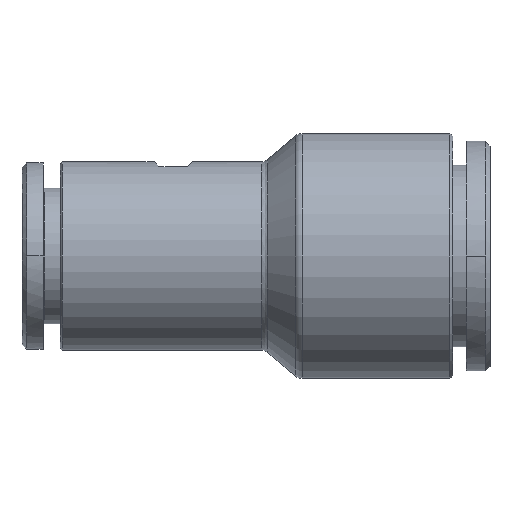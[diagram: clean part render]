
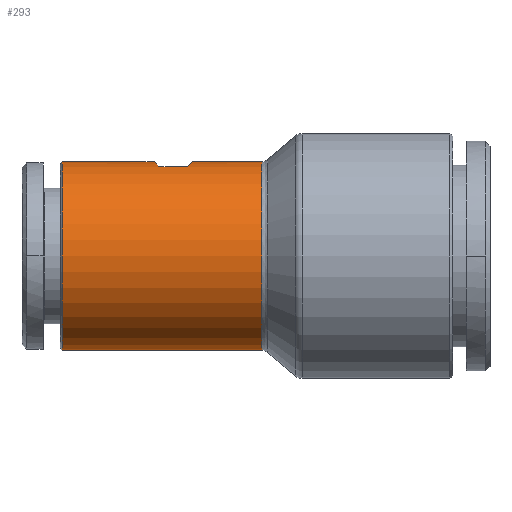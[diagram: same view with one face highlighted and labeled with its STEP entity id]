
A CAD part, front view. The second image highlights one B-rep face of the part: STEP entity #293.
In plain terms, the highlighted cylindrical face has radius 9.85 mm (diameter 19.7 mm), a partial arc.
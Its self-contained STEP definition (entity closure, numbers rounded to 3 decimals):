
#218=CARTESIAN_POINT('',(8.748,0.,0.));
#219=DIRECTION('',(1.0,0.0,0.0));
#220=DIRECTION('',(0.0,0.0,1.0));
#221=AXIS2_PLACEMENT_3D('',#218,#219,#220);
#222=CYLINDRICAL_SURFACE('',#221,9.85);
#223=CARTESIAN_POINT('',(-0.637,0.,9.85));
#224=VERTEX_POINT('',#223);
#225=CARTESIAN_POINT('',(20.198,0.,9.85));
#226=VERTEX_POINT('',#225);
#227=CARTESIAN_POINT('',(-0.637,0.,9.85));
#228=DIRECTION('',(1.0,0.0,0.0));
#229=VECTOR('',#228,20.835);
#230=LINE('',#227,#229);
#231=EDGE_CURVE('',#224,#226,#230,.T.);
#232=ORIENTED_EDGE('',*,*,#231,.F.);
#233=CARTESIAN_POINT('',(-0.637,0.,-9.85));
#234=VERTEX_POINT('',#233);
#235=CARTESIAN_POINT('',(-0.637,0.,0.));
#236=DIRECTION('',(-1.0,0.0,0.0));
#237=DIRECTION('',(0.0,0.0,-1.0));
#238=AXIS2_PLACEMENT_3D('',#235,#236,#237);
#239=CIRCLE('',#238,9.85);
#240=EDGE_CURVE('',#234,#224,#239,.T.);
#241=ORIENTED_EDGE('',*,*,#240,.F.);
#242=CARTESIAN_POINT('',(6.598,0.,-9.85));
#243=VERTEX_POINT('',#242);
#244=CARTESIAN_POINT('',(6.598,0.,-9.85));
#245=DIRECTION('',(-1.0,0.0,0.0));
#246=VECTOR('',#245,7.235);
#247=LINE('',#244,#246);
#248=EDGE_CURVE('',#243,#234,#247,.T.);
#249=ORIENTED_EDGE('',*,*,#248,.F.);
#250=CARTESIAN_POINT('',(7.098,-3.098,-9.35));
#251=VERTEX_POINT('',#250);
#252=CARTESIAN_POINT('',(16.448,0.,0.));
#253=DIRECTION('',(-0.707,0.,0.707));
#254=DIRECTION('',(0.707,0.,0.707));
#255=AXIS2_PLACEMENT_3D('',#252,#253,#254);
#256=ELLIPSE('',#255,13.93,9.85);
#257=EDGE_CURVE('',#243,#251,#256,.T.);
#258=ORIENTED_EDGE('',*,*,#257,.T.);
#259=CARTESIAN_POINT('',(10.098,-3.098,-9.35));
#260=VERTEX_POINT('',#259);
#261=CARTESIAN_POINT('',(7.098,-3.098,-9.35));
#262=DIRECTION('',(1.0,0.0,0.0));
#263=VECTOR('',#262,3.0);
#264=LINE('',#261,#263);
#265=EDGE_CURVE('',#251,#260,#264,.T.);
#266=ORIENTED_EDGE('',*,*,#265,.T.);
#267=CARTESIAN_POINT('',(10.598,0.,-9.85));
#268=VERTEX_POINT('',#267);
#269=CARTESIAN_POINT('',(0.748,0.,0.));
#270=DIRECTION('',(0.707,0.,0.707));
#271=DIRECTION('',(-0.707,0.,0.707));
#272=AXIS2_PLACEMENT_3D('',#269,#270,#271);
#273=ELLIPSE('',#272,13.93,9.85);
#274=EDGE_CURVE('',#260,#268,#273,.T.);
#275=ORIENTED_EDGE('',*,*,#274,.T.);
#276=CARTESIAN_POINT('',(20.198,0.,-9.85));
#277=VERTEX_POINT('',#276);
#278=CARTESIAN_POINT('',(20.198,0.,-9.85));
#279=DIRECTION('',(-1.0,0.0,0.0));
#280=VECTOR('',#279,9.6);
#281=LINE('',#278,#280);
#282=EDGE_CURVE('',#277,#268,#281,.T.);
#283=ORIENTED_EDGE('',*,*,#282,.F.);
#284=CARTESIAN_POINT('',(20.198,0.,0.));
#285=DIRECTION('',(1.0,0.0,0.0));
#286=DIRECTION('',(0.0,0.0,-1.0));
#287=AXIS2_PLACEMENT_3D('',#284,#285,#286);
#288=CIRCLE('',#287,9.85);
#289=EDGE_CURVE('',#226,#277,#288,.T.);
#290=ORIENTED_EDGE('',*,*,#289,.F.);
#291=EDGE_LOOP('',(#232,#241,#249,#258,#266,#275,#283,#290));
#292=FACE_OUTER_BOUND('',#291,.T.);
#293=ADVANCED_FACE('',(#292),#222,.T.);
